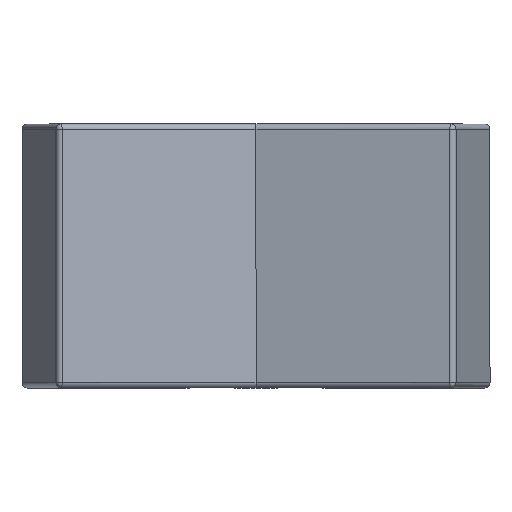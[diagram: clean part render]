
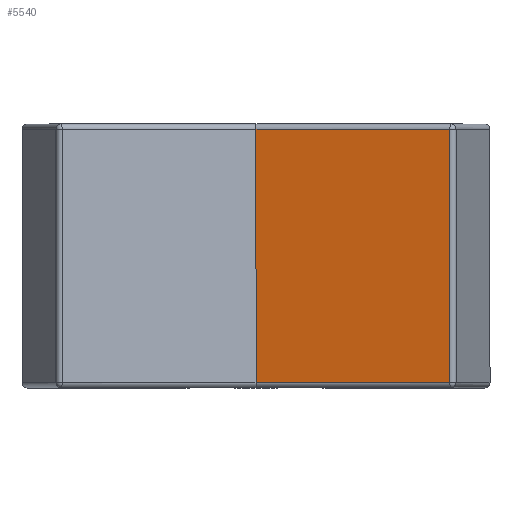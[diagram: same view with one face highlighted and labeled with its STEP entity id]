
A CAD part, top view. The second image highlights one B-rep face of the part: STEP entity #5540.
In plain terms, the highlighted planar face has unit normal (-0.216, 0, 0.976).
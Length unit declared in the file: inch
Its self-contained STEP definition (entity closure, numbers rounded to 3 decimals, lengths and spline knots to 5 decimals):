
#265=FACE_OUTER_BOUND('',#600,.T.);
#600=EDGE_LOOP('',(#3900,#3901,#3902,#3903));
#1073=LINE('',#8338,#1709);
#1075=LINE('',#8342,#1711);
#1078=LINE('',#8348,#1714);
#1089=LINE('',#8374,#1725);
#1709=VECTOR('',#6637,0.3937);
#1711=VECTOR('',#6641,0.3937);
#1714=VECTOR('',#6648,0.3937);
#1725=VECTOR('',#6677,0.3937);
#2359=VERTEX_POINT('',#8305);
#2366=VERTEX_POINT('',#8321);
#2367=VERTEX_POINT('',#8325);
#2372=VERTEX_POINT('',#8341);
#2927=EDGE_CURVE('',#2367,#2366,#1073,.T.);
#2929=EDGE_CURVE('',#2372,#2367,#1075,.T.);
#2933=EDGE_CURVE('',#2366,#2359,#1078,.T.);
#2947=EDGE_CURVE('',#2359,#2372,#1089,.T.);
#3900=ORIENTED_EDGE('',*,*,#2933,.F.);
#3901=ORIENTED_EDGE('',*,*,#2927,.F.);
#3902=ORIENTED_EDGE('',*,*,#2929,.F.);
#3903=ORIENTED_EDGE('',*,*,#2947,.F.);
#5277=PLANE('',#5955);
#5540=ADVANCED_FACE('',(#265),#5277,.T.);
#5955=AXIS2_PLACEMENT_3D('',#8373,#6675,#6676);
#6637=DIRECTION('',(0.,-1.,0.));
#6641=DIRECTION('',(0.976,0.,0.216));
#6648=DIRECTION('',(-0.976,0.,-0.216));
#6675=DIRECTION('center_axis',(-0.216,0.,
0.976));
#6676=DIRECTION('ref_axis',(0.,1.,0.));
#6677=DIRECTION('',(0.,1.,0.));
#8305=CARTESIAN_POINT('',(0.,-0.28563,0.77509));
#8321=CARTESIAN_POINT('',(0.43706,-0.28563,0.87199));
#8325=CARTESIAN_POINT('',(0.43706,0.28563,0.87199));
#8338=CARTESIAN_POINT('',(0.43706,0.,0.87199));
#8341=CARTESIAN_POINT('',(0.,0.28563,0.77509));
#8342=CARTESIAN_POINT('',(0.21286,0.28563,0.82228));
#8348=CARTESIAN_POINT('',(0.21286,-0.28563,0.82228));
#8373=CARTESIAN_POINT('Origin',(0.44823,0.,
0.87446));
#8374=CARTESIAN_POINT('',(0.,0.,0.77509));
